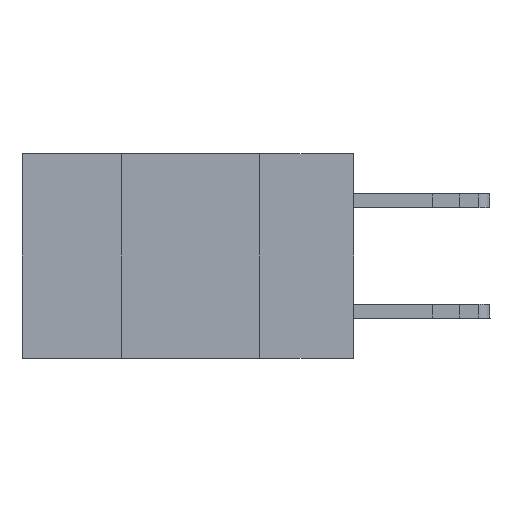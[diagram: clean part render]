
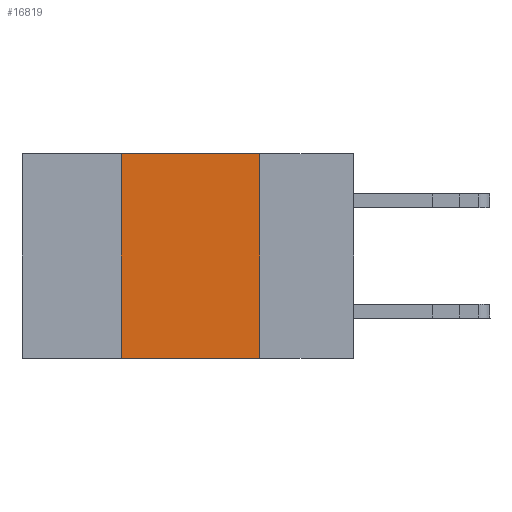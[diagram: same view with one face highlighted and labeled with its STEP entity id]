
A CAD part, left-side view. The second image highlights one B-rep face of the part: STEP entity #16819.
In plain terms, the highlighted planar face has unit normal (-1, 0, 0).
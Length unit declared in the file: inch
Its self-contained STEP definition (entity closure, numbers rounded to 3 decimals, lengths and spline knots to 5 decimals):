
#235 = CARTESIAN_POINT ( 'NONE',  ( 0., 0.17, -0.37 ) ) ;
#717 = CARTESIAN_POINT ( 'NONE',  ( 0., 0.42, 0. ) ) ;
#1233 = FACE_OUTER_BOUND ( 'NONE', #4912, .T. ) ;
#1340 = LINE ( 'NONE', #4609, #8744 ) ;
#2148 = DIRECTION ( 'NONE',  ( 0., 0., 1. ) ) ;
#2447 = VECTOR ( 'NONE', #2148, 39.37008 ) ;
#3579 = VERTEX_POINT ( 'NONE', #10574 ) ;
#3694 = VECTOR ( 'NONE', #17662, 39.37008 ) ;
#3771 = DIRECTION ( 'NONE',  ( 1., 0., 0. ) ) ;
#4340 = CARTESIAN_POINT ( 'NONE',  ( 0., 0.17, 0. ) ) ;
#4609 = CARTESIAN_POINT ( 'NONE',  ( 0., 0.6, -0.37 ) ) ;
#4912 = EDGE_LOOP ( 'NONE', ( #14207, #11025, #5131, #9144 ) ) ;
#5131 = ORIENTED_EDGE ( 'NONE', *, *, #7017, .F. ) ;
#5590 = VERTEX_POINT ( 'NONE', #9969 ) ;
#5911 = EDGE_CURVE ( 'NONE', #5590, #7346, #16455, .T. ) ;
#6000 = AXIS2_PLACEMENT_3D ( 'NONE', #11920, #3771, #13301 ) ;
#6042 = VECTOR ( 'NONE', #16107, 39.37008 ) ;
#6817 = EDGE_CURVE ( 'NONE', #3579, #17757, #1340, .T. ) ;
#7017 = EDGE_CURVE ( 'NONE', #3579, #5590, #9792, .T. ) ;
#7346 = VERTEX_POINT ( 'NONE', #4340 ) ;
#7945 = CARTESIAN_POINT ( 'NONE',  ( 0., 0.6, 0. ) ) ;
#8744 = VECTOR ( 'NONE', #14079, 39.37008 ) ;
#9144 = ORIENTED_EDGE ( 'NONE', *, *, #6817, .T. ) ;
#9792 = LINE ( 'NONE', #717, #2447 ) ;
#9969 = CARTESIAN_POINT ( 'NONE',  ( 0., 0.42, 0. ) ) ;
#10574 = CARTESIAN_POINT ( 'NONE',  ( 0., 0.42, -0.37 ) ) ;
#11025 = ORIENTED_EDGE ( 'NONE', *, *, #5911, .F. ) ;
#11920 = CARTESIAN_POINT ( 'NONE',  ( 0., 0.6, 0. ) ) ;
#13301 = DIRECTION ( 'NONE',  ( 0., 0., -1. ) ) ;
#14079 = DIRECTION ( 'NONE',  ( 0., -1., 0. ) ) ;
#14207 = ORIENTED_EDGE ( 'NONE', *, *, #16917, .F. ) ;
#14559 = LINE ( 'NONE', #14788, #3694 ) ;
#14788 = CARTESIAN_POINT ( 'NONE',  ( 0., 0.17, 0. ) ) ;
#16107 = DIRECTION ( 'NONE',  ( 0., -1., 0. ) ) ;
#16455 = LINE ( 'NONE', #7945, #6042 ) ;
#16819 = ADVANCED_FACE ( 'NONE', ( #1233 ), #17415, .F. ) ;
#16917 = EDGE_CURVE ( 'NONE', #7346, #17757, #14559, .T. ) ;
#17415 = PLANE ( 'NONE',  #6000 ) ;
#17662 = DIRECTION ( 'NONE',  ( 0., 0., -1. ) ) ;
#17757 = VERTEX_POINT ( 'NONE', #235 ) ;
